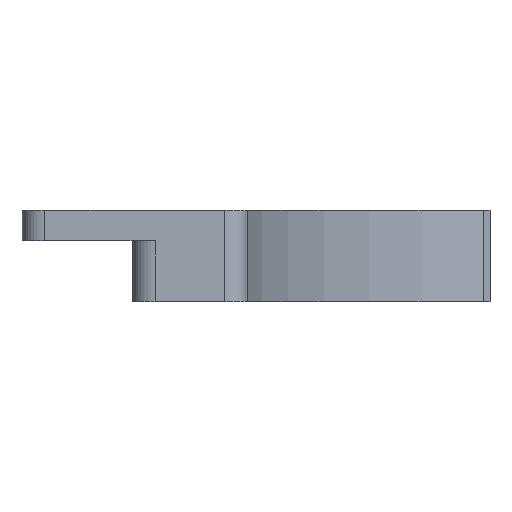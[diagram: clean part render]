
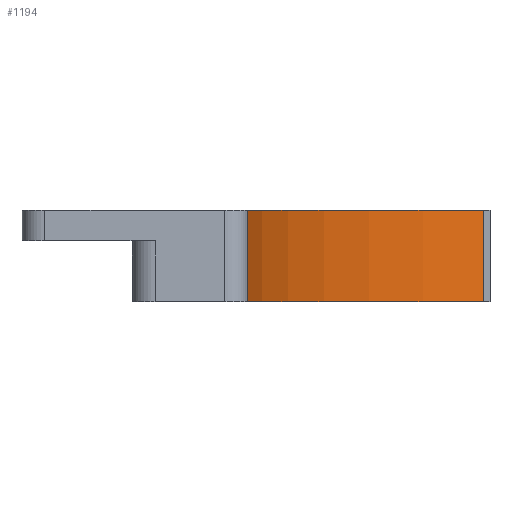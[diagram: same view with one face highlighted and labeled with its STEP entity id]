
A CAD part, front view. The second image highlights one B-rep face of the part: STEP entity #1194.
In plain terms, the highlighted cylindrical face has radius 33.712 mm (diameter 67.424 mm), a partial arc.
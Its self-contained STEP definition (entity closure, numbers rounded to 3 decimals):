
#6 = EDGE_LOOP ( 'NONE', ( #583, #1271, #957, #322 ) ) ;
#33 = DIRECTION ( 'NONE',  ( 1., 0., 0. ) ) ;
#87 = CIRCLE ( 'NONE', #231, 33.712 ) ;
#150 = CARTESIAN_POINT ( 'NONE',  ( -33.436, -35.344, 3. ) ) ;
#206 = CARTESIAN_POINT ( 'NONE',  ( 0., -39.653, -3. ) ) ;
#215 = AXIS2_PLACEMENT_3D ( 'NONE', #206, #602, #783 ) ;
#216 = CARTESIAN_POINT ( 'NONE',  ( -17.9, -11.085, -3. ) ) ;
#231 = AXIS2_PLACEMENT_3D ( 'NONE', #513, #707, #903 ) ;
#243 = EDGE_CURVE ( 'NONE', #471, #370, #1149, .T. ) ;
#298 = AXIS2_PLACEMENT_3D ( 'NONE', #1021, #348, #33 ) ;
#322 = ORIENTED_EDGE ( 'NONE', *, *, #243, .T. ) ;
#348 = DIRECTION ( 'NONE',  ( 0., 0., 1. ) ) ;
#370 = VERTEX_POINT ( 'NONE', #1081 ) ;
#373 = EDGE_CURVE ( 'NONE', #370, #614, #87, .T. ) ;
#380 = VECTOR ( 'NONE', #1037, 1000. ) ;
#413 = DIRECTION ( 'NONE',  ( 0., 0., -1. ) ) ;
#456 = CARTESIAN_POINT ( 'NONE',  ( -33.436, -35.344, -3. ) ) ;
#471 = VERTEX_POINT ( 'NONE', #216 ) ;
#503 = FACE_OUTER_BOUND ( 'NONE', #6, .T. ) ;
#513 = CARTESIAN_POINT ( 'NONE',  ( 0., -39.653, 3. ) ) ;
#577 = EDGE_CURVE ( 'NONE', #471, #1063, #1158, .T. ) ;
#583 = ORIENTED_EDGE ( 'NONE', *, *, #373, .T. ) ;
#602 = DIRECTION ( 'NONE',  ( 0., 0., 1. ) ) ;
#614 = VERTEX_POINT ( 'NONE', #150 ) ;
#699 = CYLINDRICAL_SURFACE ( 'NONE', #215, 33.712 ) ;
#701 = LINE ( 'NONE', #1266, #1237 ) ;
#707 = DIRECTION ( 'NONE',  ( 0., 0., 1. ) ) ;
#783 = DIRECTION ( 'NONE',  ( 1., 0., 0. ) ) ;
#802 = EDGE_CURVE ( 'NONE', #614, #1063, #701, .T. ) ;
#903 = DIRECTION ( 'NONE',  ( 1., 0., 0. ) ) ;
#957 = ORIENTED_EDGE ( 'NONE', *, *, #577, .F. ) ;
#1021 = CARTESIAN_POINT ( 'NONE',  ( 0., -39.653, -3. ) ) ;
#1037 = DIRECTION ( 'NONE',  ( 0., 0., 1. ) ) ;
#1063 = VERTEX_POINT ( 'NONE', #456 ) ;
#1081 = CARTESIAN_POINT ( 'NONE',  ( -17.9, -11.085, 3. ) ) ;
#1149 = LINE ( 'NONE', #1234, #380 ) ;
#1158 = CIRCLE ( 'NONE', #298, 33.712 ) ;
#1194 = ADVANCED_FACE ( 'NONE', ( #503 ), #699, .F. ) ;
#1234 = CARTESIAN_POINT ( 'NONE',  ( -17.9, -11.085, -3. ) ) ;
#1237 = VECTOR ( 'NONE', #413, 1000. ) ;
#1266 = CARTESIAN_POINT ( 'NONE',  ( -33.436, -35.344, -3. ) ) ;
#1271 = ORIENTED_EDGE ( 'NONE', *, *, #802, .T. ) ;
